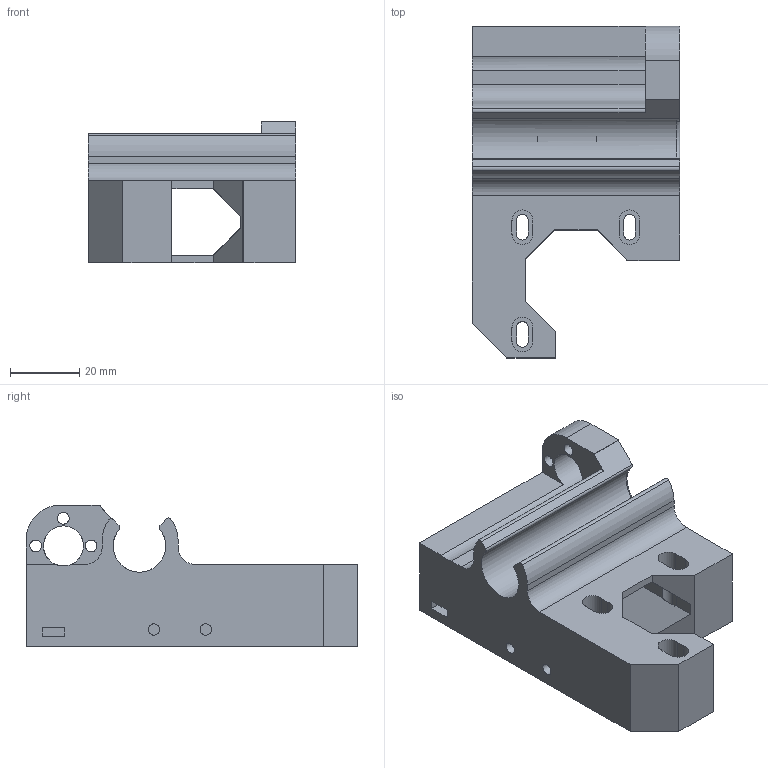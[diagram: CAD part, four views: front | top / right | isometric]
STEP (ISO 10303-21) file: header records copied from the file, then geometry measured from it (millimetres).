
FILE_DESCRIPTION(('FreeCAD Model'),'2;1');
FILE_NAME('rl_DualX_XIdeler.step','2019-12-07T11:52:41',('Author'),(''), 'Open CASCADE STEP processor 7.2','FreeCAD','Unknown');
FILE_SCHEMA(('AUTOMOTIVE_DESIGN { 1 0 10303 214 1 1 1 1 }'));
Length unit declared in the file: millimetre
Products named in the file (1): Fusion043
Bounding box: 60 x 96 x 41 mm (x, y, z)
Volume: 78015.2 mm3; surface area: 29515.4 mm2
Topology: 1 solids, 1 shells, 151 faces, 416 edges, 278 vertices
Faces by surface type: plane 90, cylinder 42, torus 11, bspline 5, cone 3
Full cylindrical faces by diameter (mm): 3.3 x10, 3.4 x3, 8.3 x2, 10 x2, 11.6 x1
Entity records: 11407 total; most frequent: CARTESIAN_POINT 3337, DIRECTION 1424, ORIENTED_EDGE 832, PCURVE 832, DEFINITIONAL_REPRESENTATION 832, LINE 790, VECTOR 790, EDGE_CURVE 416
